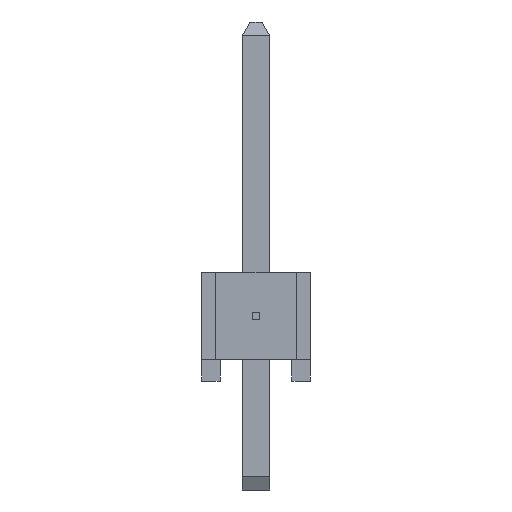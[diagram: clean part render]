
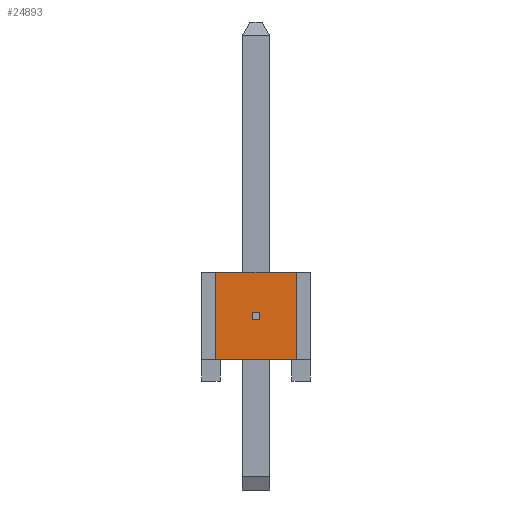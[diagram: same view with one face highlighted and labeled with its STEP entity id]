
A CAD part, left-side view. The second image highlights one B-rep face of the part: STEP entity #24893.
In plain terms, the highlighted planar face has unit normal (-1, 0, 0).
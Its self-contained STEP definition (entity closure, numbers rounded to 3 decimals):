
#1544=ORIENTED_EDGE('',*,*,#6256,.F.);
#1545=ORIENTED_EDGE('',*,*,#6462,.F.);
#1546=ORIENTED_EDGE('',*,*,#6448,.F.);
#1547=ORIENTED_EDGE('',*,*,#6461,.F.);
#1548=ORIENTED_EDGE('',*,*,#6279,.F.);
#1549=ORIENTED_EDGE('',*,*,#6277,.F.);
#1550=ORIENTED_EDGE('',*,*,#6275,.F.);
#1551=ORIENTED_EDGE('',*,*,#6273,.F.);
#6256=EDGE_CURVE('',#8645,#8646,#10406,.T.);
#6273=EDGE_CURVE('',#8658,#8659,#10423,.T.);
#6275=EDGE_CURVE('',#8659,#8660,#10425,.T.);
#6277=EDGE_CURVE('',#8660,#8661,#10427,.T.);
#6279=EDGE_CURVE('',#8661,#8658,#10429,.T.);
#6448=EDGE_CURVE('',#8748,#8749,#10598,.T.);
#6461=EDGE_CURVE('',#8646,#8748,#10611,.T.);
#6462=EDGE_CURVE('',#8749,#8645,#10612,.T.);
#8645=VERTEX_POINT('',#33550);
#8646=VERTEX_POINT('',#33552);
#8658=VERTEX_POINT('',#33582);
#8659=VERTEX_POINT('',#33584);
#8660=VERTEX_POINT('',#33588);
#8661=VERTEX_POINT('',#33592);
#8748=VERTEX_POINT('',#33873);
#8749=VERTEX_POINT('',#33874);
#10406=LINE('',#33551,#12964);
#10423=LINE('',#33583,#12981);
#10425=LINE('',#33587,#12983);
#10427=LINE('',#33591,#12985);
#10429=LINE('',#33595,#12987);
#10598=LINE('',#33872,#13156);
#10611=LINE('',#33896,#13169);
#10612=LINE('',#33898,#13170);
#12964=VECTOR('',#28250,1000.);
#12981=VECTOR('',#28271,1000.);
#12983=VECTOR('',#28275,1000.);
#12985=VECTOR('',#28279,1000.);
#12987=VECTOR('',#28283,1000.);
#13156=VECTOR('',#28496,1000.);
#13169=VECTOR('',#28511,1000.);
#13170=VECTOR('',#28514,1000.);
#14714=EDGE_LOOP('',(#1544,#1545,#1546,#1547));
#14715=EDGE_LOOP('',(#1548,#1549,#1550,#1551));
#15772=FACE_BOUND('',#14714,.T.);
#15773=FACE_BOUND('',#14715,.T.);
#16786=PLANE('',#25911);
#24893=ADVANCED_FACE('',(#15772,#15773),#16786,.F.);
#25911=AXIS2_PLACEMENT_3D('',#33907,#28526,#28527);
#28250=DIRECTION('',(0.,1.,0.));
#28271=DIRECTION('',(0.,0.,-1.));
#28275=DIRECTION('',(0.,-1.,0.));
#28279=DIRECTION('',(0.,0.,1.));
#28283=DIRECTION('',(0.,1.,0.));
#28496=DIRECTION('',(0.,-1.,0.));
#28511=DIRECTION('',(0.,0.,1.));
#28514=DIRECTION('',(0.,0.,-1.));
#28526=DIRECTION('',(1.,0.,0.));
#28527=DIRECTION('',(0.,1.,0.));
#33550=CARTESIAN_POINT('',(-27.737,-0.94,0.508));
#33551=CARTESIAN_POINT('',(-27.737,0.,0.508));
#33552=CARTESIAN_POINT('',(-27.737,0.94,0.508));
#33582=CARTESIAN_POINT('',(-27.737,0.086,1.614));
#33583=CARTESIAN_POINT('',(-27.737,0.086,0.));
#33584=CARTESIAN_POINT('',(-27.737,0.086,1.434));
#33587=CARTESIAN_POINT('',(-27.737,0.,1.434));
#33588=CARTESIAN_POINT('',(-27.737,-0.086,1.434));
#33591=CARTESIAN_POINT('',(-27.737,-0.086,0.));
#33592=CARTESIAN_POINT('',(-27.737,-0.086,1.614));
#33595=CARTESIAN_POINT('',(-27.737,0.,1.614));
#33872=CARTESIAN_POINT('',(-27.737,0.94,2.54));
#33873=CARTESIAN_POINT('',(-27.737,0.94,2.54));
#33874=CARTESIAN_POINT('',(-27.737,-0.94,2.54));
#33896=CARTESIAN_POINT('',(-27.737,0.94,0.));
#33898=CARTESIAN_POINT('',(-27.737,-0.94,2.54));
#33907=CARTESIAN_POINT('',(-27.737,0.,0.));
